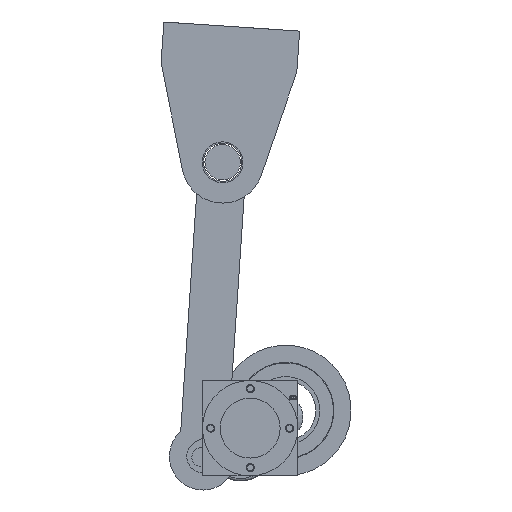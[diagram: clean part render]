
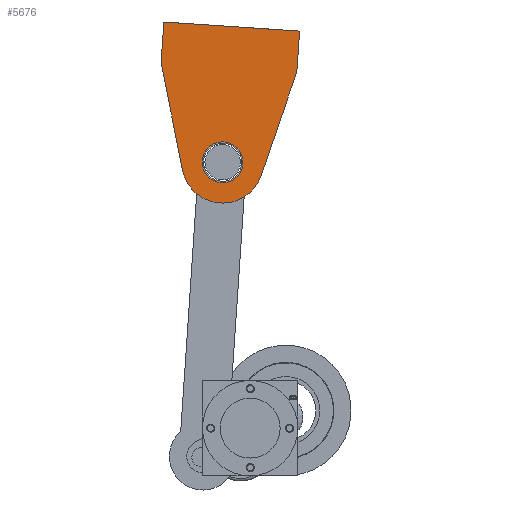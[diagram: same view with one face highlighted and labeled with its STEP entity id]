
A CAD part, left-side view. The second image highlights one B-rep face of the part: STEP entity #5676.
In plain terms, the highlighted planar face has unit normal (-1, 0, 0).
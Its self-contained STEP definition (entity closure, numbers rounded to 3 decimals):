
#241=FACE_BOUND('',#848,.T.);
#315=PLANE('',#6159);
#490=FACE_OUTER_BOUND('',#847,.T.);
#847=EDGE_LOOP('',(#3987,#3988,#3989,#3990,#3991,#3992));
#848=EDGE_LOOP('',(#3993));
#1250=LINE('',#8715,#1733);
#1255=LINE('',#8729,#1738);
#1267=LINE('',#8761,#1750);
#1269=LINE('',#8764,#1752);
#1270=LINE('',#8766,#1753);
#1733=VECTOR('',#6887,1.);
#1738=VECTOR('',#6900,1.);
#1750=VECTOR('',#6932,1.);
#1752=VECTOR('',#6936,1.);
#1753=VECTOR('',#6937,1.);
#2214=CIRCLE('',#6160,15.);
#2215=CIRCLE('',#6161,7.5);
#2514=VERTEX_POINT('',#8712);
#2515=VERTEX_POINT('',#8714);
#2519=VERTEX_POINT('',#8727);
#2520=VERTEX_POINT('',#8728);
#2530=VERTEX_POINT('',#8760);
#2531=VERTEX_POINT('',#8765);
#2532=VERTEX_POINT('',#8768);
#3072=EDGE_CURVE('',#2514,#2515,#1250,.T.);
#3079=EDGE_CURVE('',#2519,#2520,#1255,.T.);
#3096=EDGE_CURVE('',#2530,#2515,#1267,.T.);
#3098=EDGE_CURVE('',#2514,#2519,#1269,.T.);
#3099=EDGE_CURVE('',#2520,#2531,#1270,.T.);
#3100=EDGE_CURVE('',#2530,#2531,#2214,.T.);
#3101=EDGE_CURVE('',#2532,#2532,#2215,.T.);
#3987=ORIENTED_EDGE('',*,*,#3072,.F.);
#3988=ORIENTED_EDGE('',*,*,#3098,.T.);
#3989=ORIENTED_EDGE('',*,*,#3079,.T.);
#3990=ORIENTED_EDGE('',*,*,#3099,.T.);
#3991=ORIENTED_EDGE('',*,*,#3100,.F.);
#3992=ORIENTED_EDGE('',*,*,#3096,.T.);
#3993=ORIENTED_EDGE('',*,*,#3101,.F.);
#5676=ADVANCED_FACE('',(#490,#241),#315,.T.);
#6159=AXIS2_PLACEMENT_3D('',#8763,#6934,#6935);
#6160=AXIS2_PLACEMENT_3D('',#8767,#6938,#6939);
#6161=AXIS2_PLACEMENT_3D('',#8769,#6940,#6941);
#6887=DIRECTION('',(0.,0.,1.));
#6900=DIRECTION('',(0.,0.,1.));
#6932=DIRECTION('',(0.,0.261,-0.965));
#6934=DIRECTION('center_axis',(-1.,0.,0.));
#6935=DIRECTION('ref_axis',(0.,0.,-1.));
#6936=DIRECTION('',(0.,-1.,0.));
#6937=DIRECTION('',(0.,0.261,0.965));
#6938=DIRECTION('center_axis',(1.,0.,0.));
#6939=DIRECTION('ref_axis',(0.,1.,0.));
#6940=DIRECTION('center_axis',(-1.,0.,0.));
#6941=DIRECTION('ref_axis',(0.,-1.,0.));
#8712=CARTESIAN_POINT('',(-42.5,25.,0.));
#8714=CARTESIAN_POINT('',(-42.5,25.,15.));
#8715=CARTESIAN_POINT('',(-42.5,25.,15.));
#8727=CARTESIAN_POINT('',(-42.5,-25.,0.));
#8728=CARTESIAN_POINT('',(-42.5,-25.,15.));
#8729=CARTESIAN_POINT('',(-42.5,-25.,0.));
#8760=CARTESIAN_POINT('',(-42.5,14.48,53.914));
#8761=CARTESIAN_POINT('',(-42.5,21.,29.798));
#8763=CARTESIAN_POINT('Origin',(-42.5,0.,40.));
#8764=CARTESIAN_POINT('',(-42.5,25.,0.));
#8765=CARTESIAN_POINT('',(-42.5,-14.48,53.914));
#8766=CARTESIAN_POINT('',(-42.5,-15.74,49.255));
#8767=CARTESIAN_POINT('Origin',(-42.5,0.,50.));
#8768=CARTESIAN_POINT('',(-42.5,7.5,50.));
#8769=CARTESIAN_POINT('Origin',(-42.5,0.,50.));
